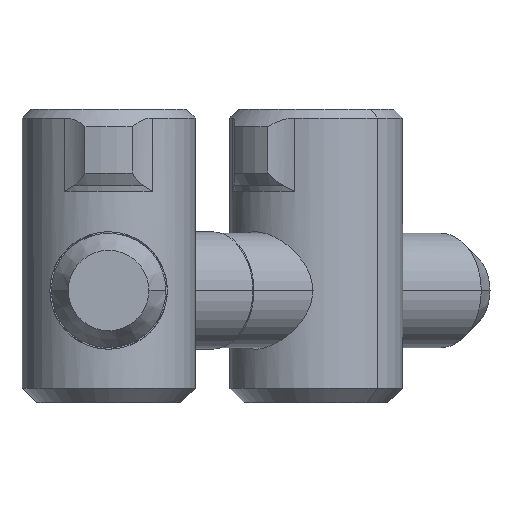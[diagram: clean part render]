
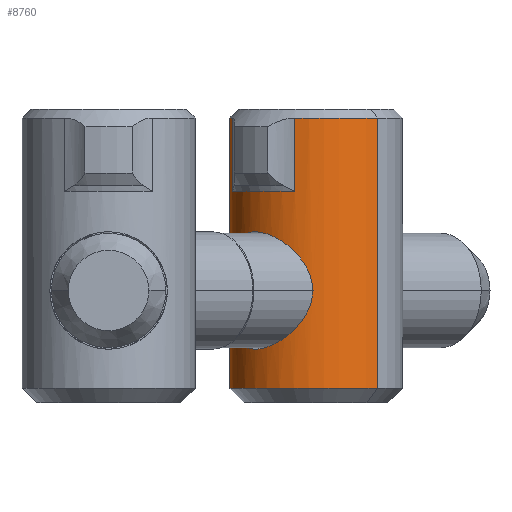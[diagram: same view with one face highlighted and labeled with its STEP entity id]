
A CAD part, front view. The second image highlights one B-rep face of the part: STEP entity #8760.
In plain terms, the highlighted cylindrical face has radius 5.9 mm (diameter 11.8 mm), a partial arc.
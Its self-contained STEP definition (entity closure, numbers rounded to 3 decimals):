
#8503=CARTESIAN_POINT('',(38.313,1.685,-8.25));
#8504=VERTEX_POINT('',#8503);
#8520=CARTESIAN_POINT('',(29.969,10.028,-8.25));
#8521=VERTEX_POINT('',#8520);
#8528=CARTESIAN_POINT('',(28.427,4.385,-8.25));
#8529=VERTEX_POINT('',#8528);
#8530=CARTESIAN_POINT('',(34.141,5.857,-8.25));
#8531=DIRECTION('',(0.0,0.0,-1.0));
#8532=DIRECTION('',(0.707,-0.707,0.0));
#8533=AXIS2_PLACEMENT_3D('',#8530,#8531,#8532);
#8534=CIRCLE('',#8533,5.9);
#8535=EDGE_CURVE('',#8529,#8521,#8534,.T.);
#8559=CARTESIAN_POINT('',(32.67,0.143,-8.25));
#8560=VERTEX_POINT('',#8559);
#8572=CARTESIAN_POINT('',(34.141,5.857,-8.25));
#8573=DIRECTION('',(0.0,0.0,-1.0));
#8574=DIRECTION('',(0.707,-0.707,0.0));
#8575=AXIS2_PLACEMENT_3D('',#8572,#8573,#8574);
#8576=CIRCLE('',#8575,5.9);
#8577=EDGE_CURVE('',#8504,#8560,#8576,.T.);
#8624=CARTESIAN_POINT('',(34.141,5.857,-27.65));
#8625=DIRECTION('',(0.0,0.0,1.0));
#8626=DIRECTION('',(0.707,-0.707,0.0));
#8627=AXIS2_PLACEMENT_3D('',#8624,#8625,#8626);
#8628=CYLINDRICAL_SURFACE('',#8627,5.9);
#8629=CARTESIAN_POINT('',(38.313,1.685,-26.65));
#8630=VERTEX_POINT('',#8629);
#8631=CARTESIAN_POINT('',(38.313,1.685,-8.25));
#8632=DIRECTION('',(0.0,0.0,-1.0));
#8633=VECTOR('',#8632,18.4);
#8634=LINE('',#8631,#8633);
#8635=EDGE_CURVE('',#8504,#8630,#8634,.T.);
#8636=ORIENTED_EDGE('',*,*,#8635,.F.);
#8637=ORIENTED_EDGE('',*,*,#8577,.T.);
#8638=CARTESIAN_POINT('',(32.67,0.143,-13.25));
#8639=VERTEX_POINT('',#8638);
#8640=CARTESIAN_POINT('',(32.67,0.143,-8.25));
#8641=DIRECTION('',(0.0,0.0,-1.0));
#8642=VECTOR('',#8641,5.);
#8643=LINE('',#8640,#8642);
#8644=EDGE_CURVE('',#8560,#8639,#8643,.T.);
#8645=ORIENTED_EDGE('',*,*,#8644,.T.);
#8646=CARTESIAN_POINT('',(28.427,4.385,-13.25));
#8647=VERTEX_POINT('',#8646);
#8648=CARTESIAN_POINT('',(34.141,5.857,-13.25));
#8649=DIRECTION('',(0.0,0.0,1.0));
#8650=DIRECTION('',(-0.707,-0.707,0.0));
#8651=AXIS2_PLACEMENT_3D('',#8648,#8649,#8650);
#8652=CIRCLE('',#8651,5.9);
#8653=EDGE_CURVE('',#8647,#8639,#8652,.T.);
#8654=ORIENTED_EDGE('',*,*,#8653,.F.);
#8655=CARTESIAN_POINT('',(28.427,4.385,-8.25));
#8656=DIRECTION('',(0.0,0.0,-1.0));
#8657=VECTOR('',#8656,5.);
#8658=LINE('',#8655,#8657);
#8659=EDGE_CURVE('',#8529,#8647,#8658,.T.);
#8660=ORIENTED_EDGE('',*,*,#8659,.F.);
#8661=ORIENTED_EDGE('',*,*,#8535,.T.);
#8662=CARTESIAN_POINT('',(29.969,10.028,-26.65));
#8663=VERTEX_POINT('',#8662);
#8664=CARTESIAN_POINT('',(29.969,10.028,-8.25));
#8665=DIRECTION('',(0.0,0.0,-1.0));
#8666=VECTOR('',#8665,18.4);
#8667=LINE('',#8664,#8666);
#8668=EDGE_CURVE('',#8521,#8663,#8667,.T.);
#8669=ORIENTED_EDGE('',*,*,#8668,.T.);
#8670=CARTESIAN_POINT('',(34.141,5.857,-26.65));
#8671=DIRECTION('',(0.0,0.0,-1.0));
#8672=DIRECTION('',(-0.707,0.707,0.0));
#8673=AXIS2_PLACEMENT_3D('',#8670,#8671,#8672);
#8674=CIRCLE('',#8673,5.9);
#8675=EDGE_CURVE('',#8630,#8663,#8674,.T.);
#8676=ORIENTED_EDGE('',*,*,#8675,.F.);
#8677=EDGE_LOOP('',(#8636,#8637,#8645,#8654,#8660,#8661,#8669,#8676));
#8678=FACE_OUTER_BOUND('',#8677,.T.);
#8679=CARTESIAN_POINT('',(29.969,1.685,-16.));
#8680=VERTEX_POINT('',#8679);
#8681=CARTESIAN_POINT('',(29.969,1.685,-24.));
#8682=VERTEX_POINT('',#8681);
#8683=CARTESIAN_POINT('',(29.969,1.685,-16.));
#8684=CARTESIAN_POINT('',(30.153,1.5,-16.));
#8685=CARTESIAN_POINT('',(30.354,1.324,-16.026));
#8686=CARTESIAN_POINT('',(30.775,1.003,-16.132));
#8687=CARTESIAN_POINT('',(30.996,0.858,-16.211));
#8688=CARTESIAN_POINT('',(31.438,0.606,-16.419));
#8689=CARTESIAN_POINT('',(31.66,0.499,-16.546));
#8690=CARTESIAN_POINT('',(32.087,0.321,-16.837));
#8691=CARTESIAN_POINT('',(32.292,0.25,-17.));
#8692=CARTESIAN_POINT('',(32.67,0.139,-17.345));
#8693=CARTESIAN_POINT('',(32.857,0.095,-17.541));
#8694=CARTESIAN_POINT('',(33.201,0.029,-17.969));
#8695=CARTESIAN_POINT('',(33.358,0.007,-18.201));
#8696=CARTESIAN_POINT('',(33.62,-0.022,-18.688));
#8697=CARTESIAN_POINT('',(33.725,-0.029,-18.945));
#8698=CARTESIAN_POINT('',(33.866,-0.038,-19.469));
#8699=CARTESIAN_POINT('',(33.902,-0.039,-19.736));
#8700=CARTESIAN_POINT('',(33.902,-0.039,-20.264));
#8701=CARTESIAN_POINT('',(33.866,-0.038,-20.531));
#8702=CARTESIAN_POINT('',(33.725,-0.029,-21.055));
#8703=CARTESIAN_POINT('',(33.62,-0.022,-21.312));
#8704=CARTESIAN_POINT('',(33.358,0.007,-21.799));
#8705=CARTESIAN_POINT('',(33.201,0.029,-22.031));
#8706=CARTESIAN_POINT('',(32.857,0.095,-22.459));
#8707=CARTESIAN_POINT('',(32.67,0.139,-22.655));
#8708=CARTESIAN_POINT('',(32.292,0.25,-23.));
#8709=CARTESIAN_POINT('',(32.087,0.321,-23.163));
#8710=CARTESIAN_POINT('',(31.66,0.499,-23.454));
#8711=CARTESIAN_POINT('',(31.438,0.606,-23.581));
#8712=CARTESIAN_POINT('',(30.996,0.858,-23.789));
#8713=CARTESIAN_POINT('',(30.775,1.003,-23.868));
#8714=CARTESIAN_POINT('',(30.354,1.324,-23.974));
#8715=CARTESIAN_POINT('',(30.153,1.5,-24.));
#8716=CARTESIAN_POINT('',(29.969,1.685,-24.));
#8717=B_SPLINE_CURVE_WITH_KNOTS('',3,(#8683,#8684,#8685,#8686,#8687,#8688,#8689,#8690,#8691,#8692,#8693,#8694,#8695,#8696,#8697,#8698,#8699,#8700,#8701,#8702,#8703,#8704,#8705,#8706,#8707,#8708,#8709,#8710,#8711,#8712,#8713,#8714,#8715,#8716),.UNSPECIFIED.,.F.,.U.,(4,2,2,2,2,2,2,2,2,2,2,2,2,2,2,2,4),(6.289,7.071,7.852,8.634,9.415,10.206,10.997,11.788,12.579,13.37,14.161,14.952,15.743,16.524,17.305,18.087,18.868),.UNSPECIFIED.);
#8718=EDGE_CURVE('',#8680,#8682,#8717,.T.);
#8719=ORIENTED_EDGE('',*,*,#8718,.T.);
#8720=CARTESIAN_POINT('',(29.969,1.685,-24.));
#8721=CARTESIAN_POINT('',(29.785,1.869,-24.));
#8722=CARTESIAN_POINT('',(29.609,2.07,-23.974));
#8723=CARTESIAN_POINT('',(29.288,2.491,-23.868));
#8724=CARTESIAN_POINT('',(29.142,2.711,-23.789));
#8725=CARTESIAN_POINT('',(28.89,3.153,-23.581));
#8726=CARTESIAN_POINT('',(28.783,3.375,-23.454));
#8727=CARTESIAN_POINT('',(28.605,3.802,-23.163));
#8728=CARTESIAN_POINT('',(28.535,4.007,-23.));
#8729=CARTESIAN_POINT('',(28.424,4.385,-22.655));
#8730=CARTESIAN_POINT('',(28.38,4.572,-22.459));
#8731=CARTESIAN_POINT('',(28.314,4.916,-22.031));
#8732=CARTESIAN_POINT('',(28.292,5.073,-21.799));
#8733=CARTESIAN_POINT('',(28.262,5.335,-21.312));
#8734=CARTESIAN_POINT('',(28.255,5.44,-21.055));
#8735=CARTESIAN_POINT('',(28.247,5.582,-20.531));
#8736=CARTESIAN_POINT('',(28.246,5.618,-20.264));
#8737=CARTESIAN_POINT('',(28.246,5.618,-20.));
#8738=CARTESIAN_POINT('',(28.246,5.618,-19.736));
#8739=CARTESIAN_POINT('',(28.247,5.582,-19.469));
#8740=CARTESIAN_POINT('',(28.255,5.44,-18.945));
#8741=CARTESIAN_POINT('',(28.262,5.335,-18.688));
#8742=CARTESIAN_POINT('',(28.292,5.073,-18.201));
#8743=CARTESIAN_POINT('',(28.314,4.916,-17.969));
#8744=CARTESIAN_POINT('',(28.38,4.572,-17.541));
#8745=CARTESIAN_POINT('',(28.424,4.385,-17.345));
#8746=CARTESIAN_POINT('',(28.535,4.007,-17.));
#8747=CARTESIAN_POINT('',(28.605,3.802,-16.837));
#8748=CARTESIAN_POINT('',(28.783,3.375,-16.546));
#8749=CARTESIAN_POINT('',(28.89,3.153,-16.419));
#8750=CARTESIAN_POINT('',(29.142,2.711,-16.211));
#8751=CARTESIAN_POINT('',(29.288,2.491,-16.132));
#8752=CARTESIAN_POINT('',(29.609,2.07,-16.026));
#8753=CARTESIAN_POINT('',(29.785,1.869,-16.));
#8754=CARTESIAN_POINT('',(29.969,1.685,-16.));
#8755=B_SPLINE_CURVE_WITH_KNOTS('',3,(#8720,#8721,#8722,#8723,#8724,#8725,#8726,#8727,#8728,#8729,#8730,#8731,#8732,#8733,#8734,#8735,#8736,#8737,#8738,#8739,#8740,#8741,#8742,#8743,#8744,#8745,#8746,#8747,#8748,#8749,#8750,#8751,#8752,#8753,#8754),.UNSPECIFIED.,.F.,.U.,(4,2,2,2,2,2,2,2,3,2,2,2,2,2,2,2,4),(18.868,19.65,20.431,21.213,21.994,22.785,23.576,24.367,25.158,25.949,26.74,27.531,28.322,29.103,29.884,30.666,31.447),.UNSPECIFIED.);
#8756=EDGE_CURVE('',#8682,#8680,#8755,.T.);
#8757=ORIENTED_EDGE('',*,*,#8756,.T.);
#8758=EDGE_LOOP('',(#8719,#8757));
#8759=FACE_BOUND('',#8758,.T.);
#8760=ADVANCED_FACE('',(#8678,#8759),#8628,.T.);
